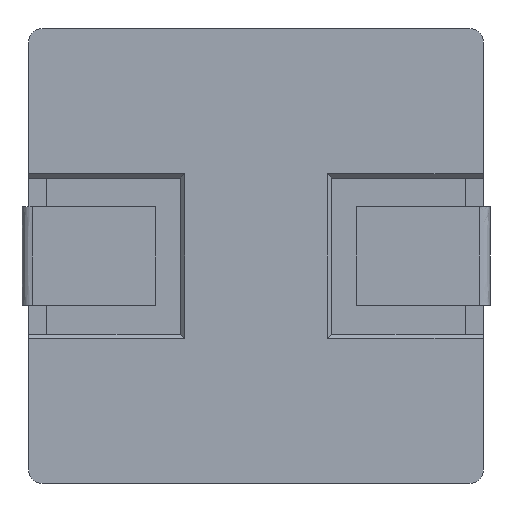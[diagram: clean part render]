
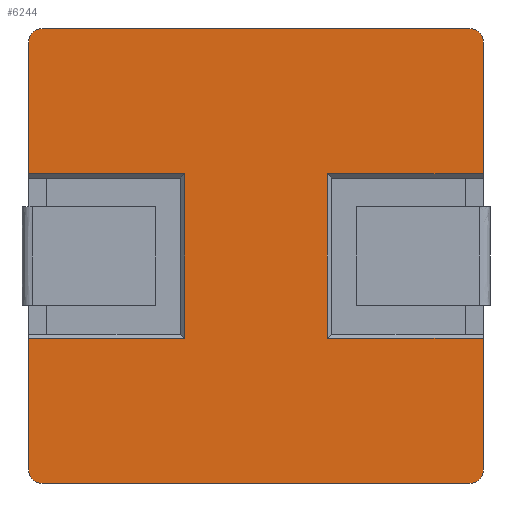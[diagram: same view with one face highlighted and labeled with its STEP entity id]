
A CAD part, front view. The second image highlights one B-rep face of the part: STEP entity #6244.
In plain terms, the highlighted face is planar.
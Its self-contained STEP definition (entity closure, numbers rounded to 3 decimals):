
#205=CIRCLE('',#6541,0.3);
#206=CIRCLE('',#6542,0.3);
#207=CIRCLE('',#6543,0.3);
#208=CIRCLE('',#6544,0.3);
#1475=ORIENTED_EDGE('',*,*,#2207,.T.);
#1476=ORIENTED_EDGE('',*,*,#2208,.T.);
#1477=ORIENTED_EDGE('',*,*,#2209,.T.);
#1478=ORIENTED_EDGE('',*,*,#2210,.T.);
#1479=ORIENTED_EDGE('',*,*,#2211,.T.);
#1480=ORIENTED_EDGE('',*,*,#2212,.T.);
#1481=ORIENTED_EDGE('',*,*,#2213,.T.);
#1482=ORIENTED_EDGE('',*,*,#2214,.T.);
#1483=ORIENTED_EDGE('',*,*,#2215,.T.);
#1484=ORIENTED_EDGE('',*,*,#2216,.T.);
#1485=ORIENTED_EDGE('',*,*,#2217,.T.);
#1486=ORIENTED_EDGE('',*,*,#2218,.T.);
#1487=ORIENTED_EDGE('',*,*,#2219,.T.);
#1488=ORIENTED_EDGE('',*,*,#2220,.T.);
#1489=ORIENTED_EDGE('',*,*,#2221,.T.);
#1490=ORIENTED_EDGE('',*,*,#2222,.T.);
#2207=EDGE_CURVE('',#2667,#2668,#3133,.T.);
#2208=EDGE_CURVE('',#2668,#2669,#3134,.T.);
#2209=EDGE_CURVE('',#2669,#2670,#3135,.T.);
#2210=EDGE_CURVE('',#2670,#2671,#3136,.T.);
#2211=EDGE_CURVE('',#2671,#2672,#3137,.T.);
#2212=EDGE_CURVE('',#2672,#2673,#205,.T.);
#2213=EDGE_CURVE('',#2673,#2674,#3138,.T.);
#2214=EDGE_CURVE('',#2674,#2675,#206,.T.);
#2215=EDGE_CURVE('',#2675,#2676,#3139,.T.);
#2216=EDGE_CURVE('',#2676,#2677,#3140,.T.);
#2217=EDGE_CURVE('',#2677,#2678,#3141,.T.);
#2218=EDGE_CURVE('',#2678,#2679,#3142,.T.);
#2219=EDGE_CURVE('',#2679,#2680,#3143,.T.);
#2220=EDGE_CURVE('',#2680,#2681,#207,.T.);
#2221=EDGE_CURVE('',#2681,#2682,#3144,.T.);
#2222=EDGE_CURVE('',#2682,#2667,#208,.T.);
#2667=VERTEX_POINT('',#11385);
#2668=VERTEX_POINT('',#11386);
#2669=VERTEX_POINT('',#11388);
#2670=VERTEX_POINT('',#11390);
#2671=VERTEX_POINT('',#11392);
#2672=VERTEX_POINT('',#11394);
#2673=VERTEX_POINT('',#11396);
#2674=VERTEX_POINT('',#11398);
#2675=VERTEX_POINT('',#11400);
#2676=VERTEX_POINT('',#11402);
#2677=VERTEX_POINT('',#11404);
#2678=VERTEX_POINT('',#11406);
#2679=VERTEX_POINT('',#11408);
#2680=VERTEX_POINT('',#11410);
#2681=VERTEX_POINT('',#11412);
#2682=VERTEX_POINT('',#11414);
#3133=LINE('',#11384,#3617);
#3134=LINE('',#11387,#3618);
#3135=LINE('',#11389,#3619);
#3136=LINE('',#11391,#3620);
#3137=LINE('',#11393,#3621);
#3138=LINE('',#11397,#3622);
#3139=LINE('',#11401,#3623);
#3140=LINE('',#11403,#3624);
#3141=LINE('',#11405,#3625);
#3142=LINE('',#11407,#3626);
#3143=LINE('',#11409,#3627);
#3144=LINE('',#11413,#3628);
#3617=VECTOR('',#7515,1000.);
#3618=VECTOR('',#7516,1000.);
#3619=VECTOR('',#7517,1000.);
#3620=VECTOR('',#7518,1000.);
#3621=VECTOR('',#7519,1000.);
#3622=VECTOR('',#7522,1000.);
#3623=VECTOR('',#7525,1000.);
#3624=VECTOR('',#7526,1000.);
#3625=VECTOR('',#7527,1000.);
#3626=VECTOR('',#7528,1000.);
#3627=VECTOR('',#7529,1000.);
#3628=VECTOR('',#7532,1000.);
#3931=EDGE_LOOP('',(#1475,#1476,#1477,#1478,#1479,#1480,#1481,#1482,#1483,
#1484,#1485,#1486,#1487,#1488,#1489,#1490));
#4213=FACE_BOUND('',#3931,.T.);
#4384=PLANE('',#6540);
#6244=ADVANCED_FACE('',(#4213),#4384,.T.);
#6540=AXIS2_PLACEMENT_3D('',#11383,#7513,#7514);
#6541=AXIS2_PLACEMENT_3D('',#11395,#7520,#7521);
#6542=AXIS2_PLACEMENT_3D('',#11399,#7523,#7524);
#6543=AXIS2_PLACEMENT_3D('',#11411,#7530,#7531);
#6544=AXIS2_PLACEMENT_3D('',#11415,#7533,#7534);
#7513=DIRECTION('',(0.,1.,0.));
#7514=DIRECTION('',(0.,0.,1.));
#7515=DIRECTION('',(0.,0.,1.));
#7516=DIRECTION('',(1.,0.,0.));
#7517=DIRECTION('',(0.,0.,1.));
#7518=DIRECTION('',(-1.,0.,0.));
#7519=DIRECTION('',(0.,0.,1.));
#7520=DIRECTION('',(0.,1.,0.));
#7521=DIRECTION('',(0.,0.,1.));
#7522=DIRECTION('',(1.,0.,0.));
#7523=DIRECTION('',(0.,1.,0.));
#7524=DIRECTION('',(0.,0.,1.));
#7525=DIRECTION('',(0.,0.,-1.));
#7526=DIRECTION('',(-1.,0.,0.));
#7527=DIRECTION('',(0.,0.,-1.));
#7528=DIRECTION('',(1.,0.,0.));
#7529=DIRECTION('',(0.,0.,-1.));
#7530=DIRECTION('',(0.,1.,0.));
#7531=DIRECTION('',(0.,0.,1.));
#7532=DIRECTION('',(-1.,0.,0.));
#7533=DIRECTION('',(0.,1.,0.));
#7534=DIRECTION('',(0.,0.,1.));
#11383=CARTESIAN_POINT('',(0.,0.4,0.));
#11384=CARTESIAN_POINT('',(-5.1,0.4,-5.1));
#11385=CARTESIAN_POINT('',(-5.1,0.4,-4.8));
#11386=CARTESIAN_POINT('',(-5.1,0.4,-1.85));
#11387=CARTESIAN_POINT('',(0.,0.4,-1.85));
#11388=CARTESIAN_POINT('',(-1.6,0.4,-1.85));
#11389=CARTESIAN_POINT('',(-1.6,0.4,0.));
#11390=CARTESIAN_POINT('',(-1.6,0.4,1.85));
#11391=CARTESIAN_POINT('',(0.,0.4,1.85));
#11392=CARTESIAN_POINT('',(-5.1,0.4,1.85));
#11393=CARTESIAN_POINT('',(-5.1,0.4,-5.1));
#11394=CARTESIAN_POINT('',(-5.1,0.4,4.8));
#11395=CARTESIAN_POINT('',(-4.8,0.4,4.8));
#11396=CARTESIAN_POINT('',(-4.8,0.4,5.1));
#11397=CARTESIAN_POINT('',(-5.1,0.4,5.1));
#11398=CARTESIAN_POINT('',(4.8,0.4,5.1));
#11399=CARTESIAN_POINT('',(4.8,0.4,4.8));
#11400=CARTESIAN_POINT('',(5.1,0.4,4.8));
#11401=CARTESIAN_POINT('',(5.1,0.4,5.1));
#11402=CARTESIAN_POINT('',(5.1,0.4,1.85));
#11403=CARTESIAN_POINT('',(1.7,0.4,1.85));
#11404=CARTESIAN_POINT('',(1.6,0.4,1.85));
#11405=CARTESIAN_POINT('',(1.6,0.4,-1.75));
#11406=CARTESIAN_POINT('',(1.6,0.4,-1.85));
#11407=CARTESIAN_POINT('',(5.1,0.4,-1.85));
#11408=CARTESIAN_POINT('',(5.1,0.4,-1.85));
#11409=CARTESIAN_POINT('',(5.1,0.4,5.1));
#11410=CARTESIAN_POINT('',(5.1,0.4,-4.8));
#11411=CARTESIAN_POINT('',(4.8,0.4,-4.8));
#11412=CARTESIAN_POINT('',(4.8,0.4,-5.1));
#11413=CARTESIAN_POINT('',(5.1,0.4,-5.1));
#11414=CARTESIAN_POINT('',(-4.8,0.4,-5.1));
#11415=CARTESIAN_POINT('',(-4.8,0.4,-4.8));
